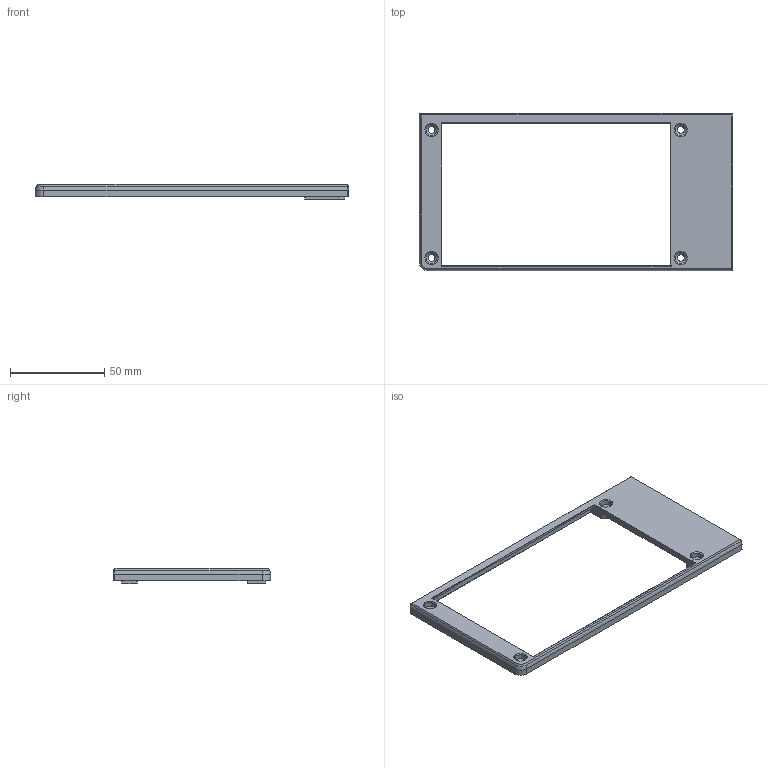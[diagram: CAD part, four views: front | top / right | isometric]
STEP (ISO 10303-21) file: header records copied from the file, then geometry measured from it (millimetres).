
FILE_DESCRIPTION (( 'STEP AP214' ), '1' );
FILE_NAME ('screen cover.STEP', '2025-08-09T06:00:54', ( '' ), ( '' ), 'SwSTEP 2.0', 'SolidWorks 2021', '' );
FILE_SCHEMA (( 'AUTOMOTIVE_DESIGN' ));
Length unit declared in the file: millimetre
Products named in the file (1): screen cover
Bounding box: 166 x 83.3 x 8 mm (x, y, z)
Volume: 21268 mm3; surface area: 15378.1 mm2
Topology: 1 solids, 1 shells, 182 faces, 461 edges, 278 vertices
Faces by surface type: cylinder 69, plane 58, cone 32, torus 19, bspline 3, sphere 1
Entity records: 5640 total; most frequent: CARTESIAN_POINT 1239, DIRECTION 940, ORIENTED_EDGE 916, EDGE_CURVE 458, AXIS2_PLACEMENT_3D 347, VERTEX_POINT 278, LINE 246, VECTOR 246
